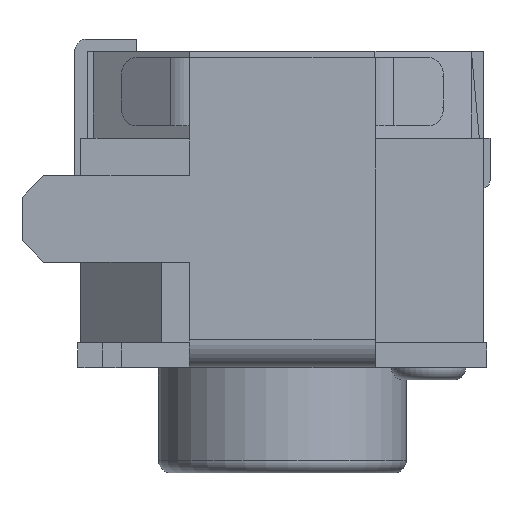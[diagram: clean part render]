
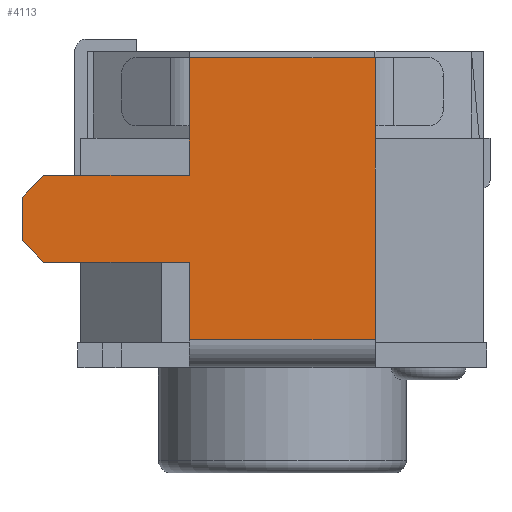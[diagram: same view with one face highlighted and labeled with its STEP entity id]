
A CAD part, front view. The second image highlights one B-rep face of the part: STEP entity #4113.
In plain terms, the highlighted face is planar.
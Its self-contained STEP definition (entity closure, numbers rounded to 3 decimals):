
#813=ORIENTED_EDGE('',*,*,#1723,.T.);
#814=ORIENTED_EDGE('',*,*,#1731,.T.);
#815=ORIENTED_EDGE('',*,*,#1715,.T.);
#816=ORIENTED_EDGE('',*,*,#1732,.T.);
#817=ORIENTED_EDGE('',*,*,#1733,.T.);
#818=ORIENTED_EDGE('',*,*,#1734,.T.);
#819=ORIENTED_EDGE('',*,*,#1735,.T.);
#820=ORIENTED_EDGE('',*,*,#1736,.T.);
#821=ORIENTED_EDGE('',*,*,#1737,.T.);
#822=ORIENTED_EDGE('',*,*,#1738,.T.);
#823=ORIENTED_EDGE('',*,*,#1739,.T.);
#824=ORIENTED_EDGE('',*,*,#1740,.F.);
#1715=EDGE_CURVE('',#2222,#2223,#2609,.T.);
#1723=EDGE_CURVE('',#2231,#2230,#2616,.T.);
#1731=EDGE_CURVE('',#2230,#2222,#2621,.T.);
#1732=EDGE_CURVE('',#2223,#2238,#2622,.T.);
#1733=EDGE_CURVE('',#2238,#2239,#2623,.T.);
#1734=EDGE_CURVE('',#2239,#2240,#2624,.T.);
#1735=EDGE_CURVE('',#2240,#2241,#2625,.T.);
#1736=EDGE_CURVE('',#2241,#2242,#2626,.T.);
#1737=EDGE_CURVE('',#2242,#2243,#2627,.T.);
#1738=EDGE_CURVE('',#2243,#2244,#2628,.T.);
#1739=EDGE_CURVE('',#2244,#2245,#2629,.T.);
#1740=EDGE_CURVE('',#2231,#2245,#2630,.T.);
#2222=VERTEX_POINT('',#6543);
#2223=VERTEX_POINT('',#6544);
#2230=VERTEX_POINT('',#6559);
#2231=VERTEX_POINT('',#6561);
#2238=VERTEX_POINT('',#6578);
#2239=VERTEX_POINT('',#6580);
#2240=VERTEX_POINT('',#6582);
#2241=VERTEX_POINT('',#6584);
#2242=VERTEX_POINT('',#6586);
#2243=VERTEX_POINT('',#6588);
#2244=VERTEX_POINT('',#6590);
#2245=VERTEX_POINT('',#6592);
#2609=LINE('',#6542,#3042);
#2616=LINE('',#6560,#3049);
#2621=LINE('',#6576,#3054);
#2622=LINE('',#6577,#3055);
#2623=LINE('',#6579,#3056);
#2624=LINE('',#6581,#3057);
#2625=LINE('',#6583,#3058);
#2626=LINE('',#6585,#3059);
#2627=LINE('',#6587,#3060);
#2628=LINE('',#6589,#3061);
#2629=LINE('',#6591,#3062);
#2630=LINE('',#6593,#3063);
#3042=VECTOR('',#5048,1000.);
#3049=VECTOR('',#5059,1000.);
#3054=VECTOR('',#5072,1000.);
#3055=VECTOR('',#5073,1000.);
#3056=VECTOR('',#5074,1000.);
#3057=VECTOR('',#5075,1000.);
#3058=VECTOR('',#5076,1000.);
#3059=VECTOR('',#5077,1000.);
#3060=VECTOR('',#5078,1000.);
#3061=VECTOR('',#5079,1000.);
#3062=VECTOR('',#5080,1000.);
#3063=VECTOR('',#5081,1000.);
#3431=EDGE_LOOP('',(#813,#814,#815,#816,#817,#818,#819,#820,#821,#822,#823,
#824));
#3692=FACE_BOUND('',#3431,.T.);
#3913=PLANE('',#4442);
#4113=ADVANCED_FACE('',(#3692),#3913,.F.);
#4442=AXIS2_PLACEMENT_3D('',#6575,#5070,#5071);
#5048=DIRECTION('',(0.,0.,1.));
#5059=DIRECTION('',(0.,1.,0.));
#5070=DIRECTION('',(-1.,0.,0.));
#5071=DIRECTION('',(0.,0.,1.));
#5072=DIRECTION('',(0.,0.,1.));
#5073=DIRECTION('',(0.,1.,0.));
#5074=DIRECTION('',(0.,0.707,0.707));
#5075=DIRECTION('',(0.,0.,1.));
#5076=DIRECTION('',(0.,-0.707,0.707));
#5077=DIRECTION('',(0.,-1.,0.));
#5078=DIRECTION('',(0.,0.,1.));
#5079=DIRECTION('',(0.,-1.,0.));
#5080=DIRECTION('',(0.,0.,-1.));
#5081=DIRECTION('',(0.,0.,1.));
#6542=CARTESIAN_POINT('',(2.225,0.75,0.55));
#6543=CARTESIAN_POINT('',(2.225,0.75,1.1));
#6544=CARTESIAN_POINT('',(2.225,0.75,1.5));
#6559=CARTESIAN_POINT('',(2.225,0.75,0.55));
#6560=CARTESIAN_POINT('',(2.225,-0.75,0.55));
#6561=CARTESIAN_POINT('',(2.225,-0.75,0.55));
#6575=CARTESIAN_POINT('',(2.225,1.65,2.85));
#6576=CARTESIAN_POINT('',(2.225,0.75,0.55));
#6577=CARTESIAN_POINT('',(2.225,0.75,1.5));
#6578=CARTESIAN_POINT('',(2.225,1.925,1.5));
#6579=CARTESIAN_POINT('',(2.225,1.925,1.5));
#6580=CARTESIAN_POINT('',(2.225,2.1,1.675));
#6581=CARTESIAN_POINT('',(2.225,2.1,1.675));
#6582=CARTESIAN_POINT('',(2.225,2.1,2.025));
#6583=CARTESIAN_POINT('',(2.225,2.1,2.025));
#6584=CARTESIAN_POINT('',(2.225,1.925,2.2));
#6585=CARTESIAN_POINT('',(2.225,1.925,2.2));
#6586=CARTESIAN_POINT('',(2.225,0.75,2.2));
#6587=CARTESIAN_POINT('',(2.225,0.75,0.55));
#6588=CARTESIAN_POINT('',(2.225,0.75,2.825));
#6589=CARTESIAN_POINT('',(2.225,1.65,2.825));
#6590=CARTESIAN_POINT('',(2.225,-0.75,2.825));
#6591=CARTESIAN_POINT('',(2.225,-0.75,3.05));
#6592=CARTESIAN_POINT('',(2.225,-0.75,1.1));
#6593=CARTESIAN_POINT('',(2.225,-0.75,0.55));
